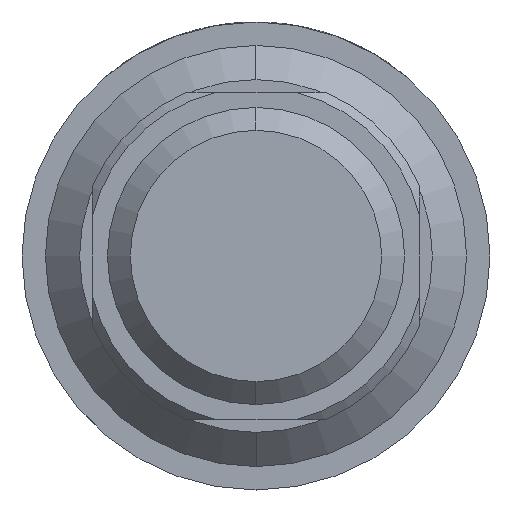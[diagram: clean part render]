
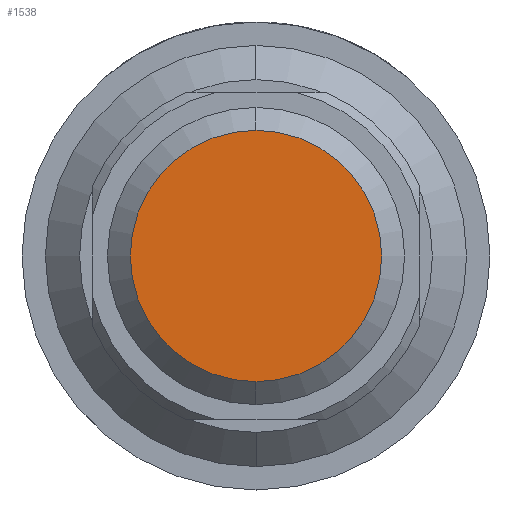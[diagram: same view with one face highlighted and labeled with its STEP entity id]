
A CAD part, front view. The second image highlights one B-rep face of the part: STEP entity #1538.
In plain terms, the highlighted planar face has unit normal (0, -1, 0).
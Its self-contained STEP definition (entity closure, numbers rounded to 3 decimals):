
#34 = CARTESIAN_POINT ( 'NONE',  ( 0., -34.005, 0. ) ) ;
#283 = CIRCLE ( 'NONE', #2918, 2.685 ) ;
#697 = DIRECTION ( 'NONE',  ( 0., 0., 1. ) ) ;
#934 = CARTESIAN_POINT ( 'NONE',  ( 2.325, -34.005, 0. ) ) ;
#1343 = CARTESIAN_POINT ( 'NONE',  ( 0., -34.005, 0. ) ) ;
#1538 = ADVANCED_FACE ( 'Defeature ausgef�hrt2_25', ( #6713 ), #1640, .F. ) ;
#1640 = PLANE ( 'NONE',  #1934 ) ;
#1934 = AXIS2_PLACEMENT_3D ( 'NONE', #934, #4578, #3891 ) ;
#1978 = EDGE_CURVE ( 'Defeature ausgef�hrt2_26+Defeature ausgef�hrt2_25+Defeature ausgef�hrt2_25+Defeature ausgef�hrt2_25', #8954, #5503, #283, .T. ) ;
#2526 = ORIENTED_EDGE ( 'NONE', *, *, #1978, .F. ) ;
#2918 = AXIS2_PLACEMENT_3D ( 'NONE', #34, #5052, #697 ) ;
#3385 = DIRECTION ( 'NONE',  ( 0., 0., 1. ) ) ;
#3891 = DIRECTION ( 'NONE',  ( 0., 0., 1. ) ) ;
#4506 = CARTESIAN_POINT ( 'NONE',  ( 0., -34.005, 2.685 ) ) ;
#4578 = DIRECTION ( 'NONE',  ( 0., 1., 0. ) ) ;
#4944 = CARTESIAN_POINT ( 'NONE',  ( 0., -34.005, -2.685 ) ) ;
#5052 = DIRECTION ( 'NONE',  ( 0., 1., 0. ) ) ;
#5157 = CIRCLE ( 'NONE', #6094, 2.685 ) ;
#5244 = ORIENTED_EDGE ( 'NONE', *, *, #5931, .F. ) ;
#5467 = EDGE_LOOP ( 'NONE', ( #2526, #5244 ) ) ;
#5503 = VERTEX_POINT ( 'NONE', #4944 ) ;
#5931 = EDGE_CURVE ( 'Defeature ausgef�hrt2_26+Defeature ausgef�hrt2_25+Defeature ausgef�hrt2_25+Defeature ausgef�hrt2_25', #5503, #8954, #5157, .T. ) ;
#6094 = AXIS2_PLACEMENT_3D ( 'NONE', #1343, #6337, #3385 ) ;
#6337 = DIRECTION ( 'NONE',  ( 0., 1., 0. ) ) ;
#6713 = FACE_OUTER_BOUND ( 'NONE', #5467, .T. ) ;
#8954 = VERTEX_POINT ( 'NONE', #4506 ) ;
